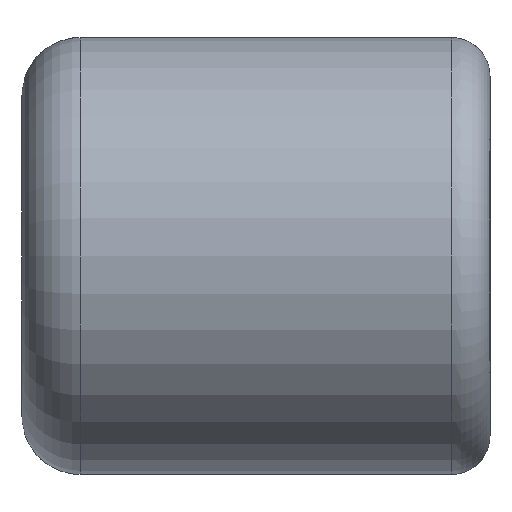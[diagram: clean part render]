
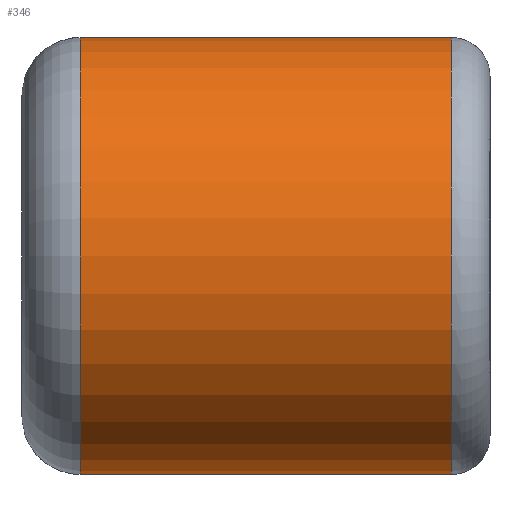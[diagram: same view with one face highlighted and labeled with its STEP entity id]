
A CAD part, left-side view. The second image highlights one B-rep face of the part: STEP entity #346.
In plain terms, the highlighted cylindrical face has radius 5.65 mm (diameter 11.3 mm), a partial arc.
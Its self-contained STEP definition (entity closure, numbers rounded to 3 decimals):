
#23=LINE('',#542,#39);
#36=LINE('',#891,#52);
#39=VECTOR('',#407,10.);
#52=VECTOR('',#462,10.);
#63=CYLINDRICAL_SURFACE('',#393,5.65);
#86=FACE_OUTER_BOUND('',#112,.T.);
#112=EDGE_LOOP('',(#297,#298,#299,#300));
#135=CIRCLE('',#371,5.65);
#147=CIRCLE('',#392,5.65);
#150=VERTEX_POINT('',#519);
#153=VERTEX_POINT('',#540);
#158=VERTEX_POINT('',#611);
#171=VERTEX_POINT('',#877);
#177=EDGE_CURVE('',#153,#150,#23,.T.);
#186=EDGE_CURVE('',#150,#158,#135,.T.);
#214=EDGE_CURVE('',#158,#171,#36,.T.);
#218=EDGE_CURVE('',#171,#153,#147,.T.);
#297=ORIENTED_EDGE('',*,*,#177,.F.);
#298=ORIENTED_EDGE('',*,*,#218,.F.);
#299=ORIENTED_EDGE('',*,*,#214,.F.);
#300=ORIENTED_EDGE('',*,*,#186,.F.);
#346=ADVANCED_FACE('',(#86),#63,.T.);
#371=AXIS2_PLACEMENT_3D('',#612,#419,#420);
#392=AXIS2_PLACEMENT_3D('',#936,#470,#471);
#393=AXIS2_PLACEMENT_3D('',#937,#472,#473);
#407=DIRECTION('',(0.,1.,0.));
#419=DIRECTION('center_axis',(0.,1.,0.));
#420=DIRECTION('ref_axis',(-1.,0.,0.));
#462=DIRECTION('',(0.,-1.,0.));
#470=DIRECTION('center_axis',(0.,-1.,0.));
#471=DIRECTION('ref_axis',(-1.,0.,0.));
#472=DIRECTION('center_axis',(0.,1.,0.));
#473=DIRECTION('ref_axis',(-1.,0.,0.));
#519=CARTESIAN_POINT('',(4.244,10.6,-3.73));
#540=CARTESIAN_POINT('',(4.244,1.,-3.73));
#542=CARTESIAN_POINT('',(4.244,0.,-3.73));
#611=CARTESIAN_POINT('',(4.244,10.6,3.73));
#612=CARTESIAN_POINT('Origin',(0.,10.6,0.));
#877=CARTESIAN_POINT('',(4.244,1.,3.73));
#891=CARTESIAN_POINT('',(4.244,0.,3.73));
#936=CARTESIAN_POINT('Origin',(0.,1.,0.));
#937=CARTESIAN_POINT('Origin',(0.,0.,0.));
